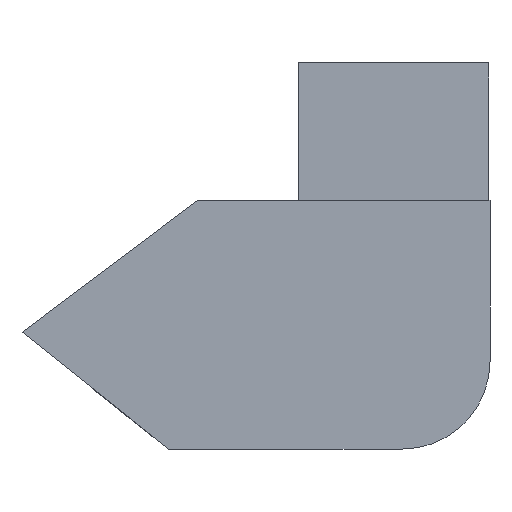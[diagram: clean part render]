
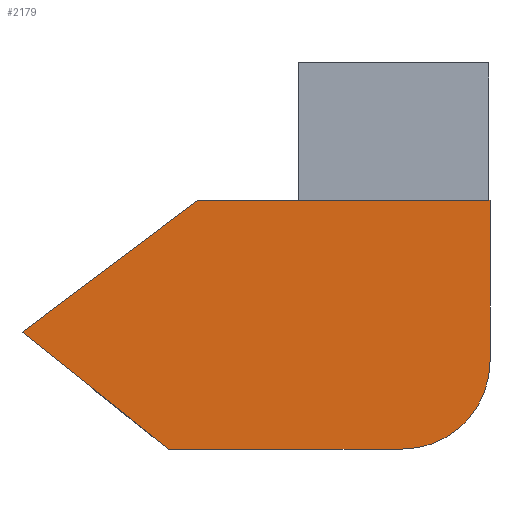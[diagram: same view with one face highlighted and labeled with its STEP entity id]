
A CAD part, front view. The second image highlights one B-rep face of the part: STEP entity #2179.
In plain terms, the highlighted planar face has unit normal (0, -1, 0).
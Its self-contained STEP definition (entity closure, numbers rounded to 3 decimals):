
#157 = PLANE('',#158);
#158 = AXIS2_PLACEMENT_3D('',#159,#160,#161);
#159 = CARTESIAN_POINT('',(15.235,20.,-39.479));
#160 = DIRECTION('',(0.625,0.,0.781));
#161 = DIRECTION('',(0.781,0.,-0.625)
  );
#230 = PLANE('',#231);
#231 = AXIS2_PLACEMENT_3D('',#232,#233,#234);
#232 = CARTESIAN_POINT('',(28.235,20.,-43.479));
#233 = DIRECTION('',(0.,0.,-1.));
#234 = DIRECTION('',(-1.,0.,0.));
#336 = PLANE('',#337);
#337 = AXIS2_PLACEMENT_3D('',#338,#339,#340);
#338 = CARTESIAN_POINT('',(21.235,20.,-34.979));
#339 = DIRECTION('',(0.,0.,1.));
#340 = DIRECTION('',(1.,0.,0.));
#804 = VERTEX_POINT('',#805);
#805 = CARTESIAN_POINT('',(21.235,-20.,-34.979));
#819 = PLANE('',#820);
#820 = AXIS2_PLACEMENT_3D('',#821,#822,#823);
#821 = CARTESIAN_POINT('',(15.235,20.,-39.479));
#822 = DIRECTION('',(-0.6,0.,0.8));
#823 = DIRECTION('',(0.8,0.,0.6));
#831 = EDGE_CURVE('',#804,#832,#834,.T.);
#832 = VERTEX_POINT('',#833);
#833 = CARTESIAN_POINT('',(24.7,-20.,-34.979));
#834 = SURFACE_CURVE('',#835,(#839,#846),.PCURVE_S1.);
#835 = LINE('',#836,#837);
#836 = CARTESIAN_POINT('',(21.235,-20.,-34.979));
#837 = VECTOR('',#838,1.);
#838 = DIRECTION('',(1.,0.,0.));
#839 = PCURVE('',#336,#840);
#840 = DEFINITIONAL_REPRESENTATION('',(#841),#845);
#841 = LINE('',#842,#843);
#842 = CARTESIAN_POINT('',(0.,-40.));
#843 = VECTOR('',#844,1.);
#844 = DIRECTION('',(1.,0.));
#845 = ( GEOMETRIC_REPRESENTATION_CONTEXT(2) 
PARAMETRIC_REPRESENTATION_CONTEXT() REPRESENTATION_CONTEXT('2D SPACE',''
  ) );
#846 = PCURVE('',#847,#852);
#847 = PLANE('',#848);
#848 = AXIS2_PLACEMENT_3D('',#849,#850,#851);
#849 = CARTESIAN_POINT('',(24.217,-20.,-39.161));
#850 = DIRECTION('',(0.,-1.,0.));
#851 = DIRECTION('',(0.,0.,-1.));
#852 = DEFINITIONAL_REPRESENTATION('',(#853),#857);
#853 = LINE('',#854,#855);
#854 = CARTESIAN_POINT('',(-4.183,-2.981));
#855 = VECTOR('',#856,1.);
#856 = DIRECTION('',(0.,1.));
#857 = ( GEOMETRIC_REPRESENTATION_CONTEXT(2) 
PARAMETRIC_REPRESENTATION_CONTEXT() REPRESENTATION_CONTEXT('2D SPACE',''
  ) );
#916 = VERTEX_POINT('',#917);
#917 = CARTESIAN_POINT('',(31.2,-20.,-34.979));
#943 = EDGE_CURVE('',#916,#944,#946,.T.);
#944 = VERTEX_POINT('',#945);
#945 = CARTESIAN_POINT('',(31.235,-20.,-34.979));
#946 = SURFACE_CURVE('',#947,(#951,#958),.PCURVE_S1.);
#947 = LINE('',#948,#949);
#948 = CARTESIAN_POINT('',(21.235,-20.,-34.979));
#949 = VECTOR('',#950,1.);
#950 = DIRECTION('',(1.,0.,0.));
#951 = PCURVE('',#336,#952);
#952 = DEFINITIONAL_REPRESENTATION('',(#953),#957);
#953 = LINE('',#954,#955);
#954 = CARTESIAN_POINT('',(0.,-40.));
#955 = VECTOR('',#956,1.);
#956 = DIRECTION('',(1.,0.));
#957 = ( GEOMETRIC_REPRESENTATION_CONTEXT(2) 
PARAMETRIC_REPRESENTATION_CONTEXT() REPRESENTATION_CONTEXT('2D SPACE',''
  ) );
#958 = PCURVE('',#847,#959);
#959 = DEFINITIONAL_REPRESENTATION('',(#960),#964);
#960 = LINE('',#961,#962);
#961 = CARTESIAN_POINT('',(-4.183,-2.981));
#962 = VECTOR('',#963,1.);
#963 = DIRECTION('',(0.,1.));
#964 = ( GEOMETRIC_REPRESENTATION_CONTEXT(2) 
PARAMETRIC_REPRESENTATION_CONTEXT() REPRESENTATION_CONTEXT('2D SPACE',''
  ) );
#982 = PLANE('',#983);
#983 = AXIS2_PLACEMENT_3D('',#984,#985,#986);
#984 = CARTESIAN_POINT('',(31.235,20.,-34.979));
#985 = DIRECTION('',(1.,0.,0.));
#986 = DIRECTION('',(0.,0.,-1.));
#1206 = VERTEX_POINT('',#1207);
#1207 = CARTESIAN_POINT('',(15.235,-20.,-39.479));
#1228 = EDGE_CURVE('',#1206,#1229,#1231,.T.);
#1229 = VERTEX_POINT('',#1230);
#1230 = CARTESIAN_POINT('',(20.235,-20.,-43.479));
#1231 = SURFACE_CURVE('',#1232,(#1236,#1243),.PCURVE_S1.);
#1232 = LINE('',#1233,#1234);
#1233 = CARTESIAN_POINT('',(15.235,-20.,-39.479));
#1234 = VECTOR('',#1235,1.);
#1235 = DIRECTION('',(0.781,0.,-0.625
    ));
#1236 = PCURVE('',#157,#1237);
#1237 = DEFINITIONAL_REPRESENTATION('',(#1238),#1242);
#1238 = LINE('',#1239,#1240);
#1239 = CARTESIAN_POINT('',(0.,-40.));
#1240 = VECTOR('',#1241,1.);
#1241 = DIRECTION('',(1.,0.));
#1242 = ( GEOMETRIC_REPRESENTATION_CONTEXT(2) 
PARAMETRIC_REPRESENTATION_CONTEXT() REPRESENTATION_CONTEXT('2D SPACE',''
  ) );
#1243 = PCURVE('',#847,#1244);
#1244 = DEFINITIONAL_REPRESENTATION('',(#1245),#1249);
#1245 = LINE('',#1246,#1247);
#1246 = CARTESIAN_POINT('',(0.317,-8.981));
#1247 = VECTOR('',#1248,1.);
#1248 = DIRECTION('',(0.625,0.781));
#1249 = ( GEOMETRIC_REPRESENTATION_CONTEXT(2) 
PARAMETRIC_REPRESENTATION_CONTEXT() REPRESENTATION_CONTEXT('2D SPACE',''
  ) );
#1499 = VERTEX_POINT('',#1500);
#1500 = CARTESIAN_POINT('',(28.235,-20.,-43.479));
#1514 = CYLINDRICAL_SURFACE('',#1515,3.);
#1515 = AXIS2_PLACEMENT_3D('',#1516,#1517,#1518);
#1516 = CARTESIAN_POINT('',(28.235,20.,-40.479));
#1517 = DIRECTION('',(0.,1.,0.));
#1518 = DIRECTION('',(1.,0.,0.));
#1526 = EDGE_CURVE('',#1499,#1229,#1527,.T.);
#1527 = SURFACE_CURVE('',#1528,(#1532,#1539),.PCURVE_S1.);
#1528 = LINE('',#1529,#1530);
#1529 = CARTESIAN_POINT('',(28.235,-20.,-43.479));
#1530 = VECTOR('',#1531,1.);
#1531 = DIRECTION('',(-1.,0.,0.));
#1532 = PCURVE('',#230,#1533);
#1533 = DEFINITIONAL_REPRESENTATION('',(#1534),#1538);
#1534 = LINE('',#1535,#1536);
#1535 = CARTESIAN_POINT('',(0.,-40.));
#1536 = VECTOR('',#1537,1.);
#1537 = DIRECTION('',(1.,0.));
#1538 = ( GEOMETRIC_REPRESENTATION_CONTEXT(2) 
PARAMETRIC_REPRESENTATION_CONTEXT() REPRESENTATION_CONTEXT('2D SPACE',''
  ) );
#1539 = PCURVE('',#847,#1540);
#1540 = DEFINITIONAL_REPRESENTATION('',(#1541),#1545);
#1541 = LINE('',#1542,#1543);
#1542 = CARTESIAN_POINT('',(4.317,4.019));
#1543 = VECTOR('',#1544,1.);
#1544 = DIRECTION('',(0.,-1.));
#1545 = ( GEOMETRIC_REPRESENTATION_CONTEXT(2) 
PARAMETRIC_REPRESENTATION_CONTEXT() REPRESENTATION_CONTEXT('2D SPACE',''
  ) );
#2135 = EDGE_CURVE('',#944,#2136,#2138,.T.);
#2136 = VERTEX_POINT('',#2137);
#2137 = CARTESIAN_POINT('',(31.235,-20.,-40.479));
#2138 = SURFACE_CURVE('',#2139,(#2143,#2150),.PCURVE_S1.);
#2139 = LINE('',#2140,#2141);
#2140 = CARTESIAN_POINT('',(31.235,-20.,-34.979));
#2141 = VECTOR('',#2142,1.);
#2142 = DIRECTION('',(0.,0.,-1.));
#2143 = PCURVE('',#982,#2144);
#2144 = DEFINITIONAL_REPRESENTATION('',(#2145),#2149);
#2145 = LINE('',#2146,#2147);
#2146 = CARTESIAN_POINT('',(0.,-40.));
#2147 = VECTOR('',#2148,1.);
#2148 = DIRECTION('',(1.,0.));
#2149 = ( GEOMETRIC_REPRESENTATION_CONTEXT(2) 
PARAMETRIC_REPRESENTATION_CONTEXT() REPRESENTATION_CONTEXT('2D SPACE',''
  ) );
#2150 = PCURVE('',#847,#2151);
#2151 = DEFINITIONAL_REPRESENTATION('',(#2152),#2156);
#2152 = LINE('',#2153,#2154);
#2153 = CARTESIAN_POINT('',(-4.183,7.019));
#2154 = VECTOR('',#2155,1.);
#2155 = DIRECTION('',(1.,0.));
#2156 = ( GEOMETRIC_REPRESENTATION_CONTEXT(2) 
PARAMETRIC_REPRESENTATION_CONTEXT() REPRESENTATION_CONTEXT('2D SPACE',''
  ) );
#2179 = ADVANCED_FACE('',(#2180),#847,.T.);
#2180 = FACE_BOUND('',#2181,.T.);
#2181 = EDGE_LOOP('',(#2182,#2183,#2184,#2206,#2207,#2208,#2234,#2235));
#2182 = ORIENTED_EDGE('',*,*,#1228,.T.);
#2183 = ORIENTED_EDGE('',*,*,#1526,.F.);
#2184 = ORIENTED_EDGE('',*,*,#2185,.T.);
#2185 = EDGE_CURVE('',#1499,#2136,#2186,.T.);
#2186 = SURFACE_CURVE('',#2187,(#2192,#2199),.PCURVE_S1.);
#2187 = CIRCLE('',#2188,3.);
#2188 = AXIS2_PLACEMENT_3D('',#2189,#2190,#2191);
#2189 = CARTESIAN_POINT('',(28.235,-20.,-40.479));
#2190 = DIRECTION('',(0.,-1.,0.));
#2191 = DIRECTION('',(1.,0.,0.));
#2192 = PCURVE('',#847,#2193);
#2193 = DEFINITIONAL_REPRESENTATION('',(#2194),#2198);
#2194 = CIRCLE('',#2195,3.);
#2195 = AXIS2_PLACEMENT_2D('',#2196,#2197);
#2196 = CARTESIAN_POINT('',(1.317,4.019));
#2197 = DIRECTION('',(0.,1.));
#2198 = ( GEOMETRIC_REPRESENTATION_CONTEXT(2) 
PARAMETRIC_REPRESENTATION_CONTEXT() REPRESENTATION_CONTEXT('2D SPACE',''
  ) );
#2199 = PCURVE('',#1514,#2200);
#2200 = DEFINITIONAL_REPRESENTATION('',(#2201),#2205);
#2201 = LINE('',#2202,#2203);
#2202 = CARTESIAN_POINT('',(-0.,-40.));
#2203 = VECTOR('',#2204,1.);
#2204 = DIRECTION('',(-1.,0.));
#2205 = ( GEOMETRIC_REPRESENTATION_CONTEXT(2) 
PARAMETRIC_REPRESENTATION_CONTEXT() REPRESENTATION_CONTEXT('2D SPACE',''
  ) );
#2206 = ORIENTED_EDGE('',*,*,#2135,.F.);
#2207 = ORIENTED_EDGE('',*,*,#943,.F.);
#2208 = ORIENTED_EDGE('',*,*,#2209,.F.);
#2209 = EDGE_CURVE('',#832,#916,#2210,.T.);
#2210 = SURFACE_CURVE('',#2211,(#2215,#2222),.PCURVE_S1.);
#2211 = LINE('',#2212,#2213);
#2212 = CARTESIAN_POINT('',(21.235,-20.,-34.979));
#2213 = VECTOR('',#2214,1.);
#2214 = DIRECTION('',(1.,0.,0.));
#2215 = PCURVE('',#847,#2216);
#2216 = DEFINITIONAL_REPRESENTATION('',(#2217),#2221);
#2217 = LINE('',#2218,#2219);
#2218 = CARTESIAN_POINT('',(-4.183,-2.981));
#2219 = VECTOR('',#2220,1.);
#2220 = DIRECTION('',(0.,1.));
#2221 = ( GEOMETRIC_REPRESENTATION_CONTEXT(2) 
PARAMETRIC_REPRESENTATION_CONTEXT() REPRESENTATION_CONTEXT('2D SPACE',''
  ) );
#2222 = PCURVE('',#2223,#2228);
#2223 = PLANE('',#2224);
#2224 = AXIS2_PLACEMENT_3D('',#2225,#2226,#2227);
#2225 = CARTESIAN_POINT('',(31.2,-20.,-34.979));
#2226 = DIRECTION('',(0.,-1.,0.));
#2227 = DIRECTION('',(-1.,0.,0.));
#2228 = DEFINITIONAL_REPRESENTATION('',(#2229),#2233);
#2229 = LINE('',#2230,#2231);
#2230 = CARTESIAN_POINT('',(9.965,0.));
#2231 = VECTOR('',#2232,1.);
#2232 = DIRECTION('',(-1.,-0.));
#2233 = ( GEOMETRIC_REPRESENTATION_CONTEXT(2) 
PARAMETRIC_REPRESENTATION_CONTEXT() REPRESENTATION_CONTEXT('2D SPACE',''
  ) );
#2234 = ORIENTED_EDGE('',*,*,#831,.F.);
#2235 = ORIENTED_EDGE('',*,*,#2236,.F.);
#2236 = EDGE_CURVE('',#1206,#804,#2237,.T.);
#2237 = SURFACE_CURVE('',#2238,(#2242,#2249),.PCURVE_S1.);
#2238 = LINE('',#2239,#2240);
#2239 = CARTESIAN_POINT('',(15.235,-20.,-39.479));
#2240 = VECTOR('',#2241,1.);
#2241 = DIRECTION('',(0.8,0.,0.6));
#2242 = PCURVE('',#847,#2243);
#2243 = DEFINITIONAL_REPRESENTATION('',(#2244),#2248);
#2244 = LINE('',#2245,#2246);
#2245 = CARTESIAN_POINT('',(0.317,-8.981));
#2246 = VECTOR('',#2247,1.);
#2247 = DIRECTION('',(-0.6,0.8));
#2248 = ( GEOMETRIC_REPRESENTATION_CONTEXT(2) 
PARAMETRIC_REPRESENTATION_CONTEXT() REPRESENTATION_CONTEXT('2D SPACE',''
  ) );
#2249 = PCURVE('',#819,#2250);
#2250 = DEFINITIONAL_REPRESENTATION('',(#2251),#2255);
#2251 = LINE('',#2252,#2253);
#2252 = CARTESIAN_POINT('',(0.,-40.));
#2253 = VECTOR('',#2254,1.);
#2254 = DIRECTION('',(1.,0.));
#2255 = ( GEOMETRIC_REPRESENTATION_CONTEXT(2) 
PARAMETRIC_REPRESENTATION_CONTEXT() REPRESENTATION_CONTEXT('2D SPACE',''
  ) );
